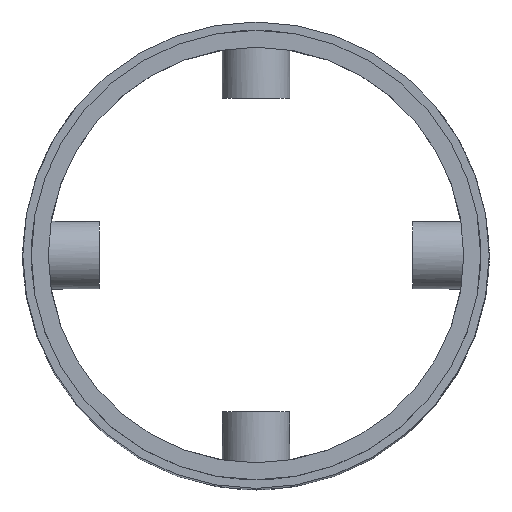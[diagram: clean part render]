
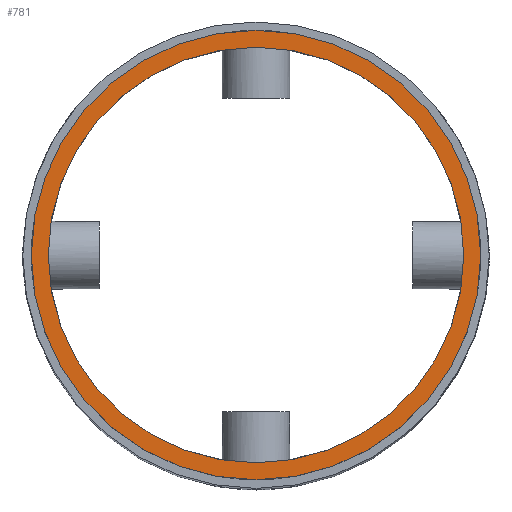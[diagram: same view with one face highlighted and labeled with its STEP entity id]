
A CAD part, top view. The second image highlights one B-rep face of the part: STEP entity #781.
In plain terms, the highlighted planar face has unit normal (0, 0, 1).
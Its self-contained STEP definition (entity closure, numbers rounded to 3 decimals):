
#23=PLANE('',#860);
#39=FACE_BOUND('',#160,.T.);
#77=CIRCLE('',#861,26.5);
#78=CIRCLE('',#862,24.5);
#110=FACE_OUTER_BOUND('',#159,.T.);
#159=EDGE_LOOP('',(#603));
#160=EDGE_LOOP('',(#604));
#360=VERTEX_POINT('',#1762);
#361=VERTEX_POINT('',#1764);
#456=EDGE_CURVE('',#360,#360,#77,.T.);
#457=EDGE_CURVE('',#361,#361,#78,.T.);
#603=ORIENTED_EDGE('',*,*,#456,.T.);
#604=ORIENTED_EDGE('',*,*,#457,.T.);
#781=ADVANCED_FACE('',(#110,#39),#23,.T.);
#860=AXIS2_PLACEMENT_3D('',#1761,#988,#989);
#861=AXIS2_PLACEMENT_3D('',#1763,#990,#991);
#862=AXIS2_PLACEMENT_3D('',#1765,#992,#993);
#988=DIRECTION('center_axis',(0.,0.,1.));
#989=DIRECTION('ref_axis',(1.,0.,0.));
#990=DIRECTION('center_axis',(0.,0.,1.));
#991=DIRECTION('ref_axis',(1.,0.,0.));
#992=DIRECTION('center_axis',(0.,0.,-1.));
#993=DIRECTION('ref_axis',(-1.,0.,0.));
#1761=CARTESIAN_POINT('Origin',(0.,0.,
60.));
#1762=CARTESIAN_POINT('',(-26.5,0.,60.));
#1763=CARTESIAN_POINT('Origin',(0.,0.,
60.));
#1764=CARTESIAN_POINT('',(24.5,0.,60.));
#1765=CARTESIAN_POINT('Origin',(0.,0.,
60.));
